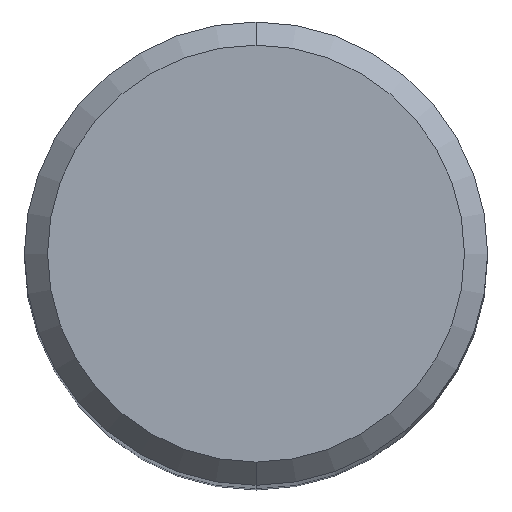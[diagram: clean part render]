
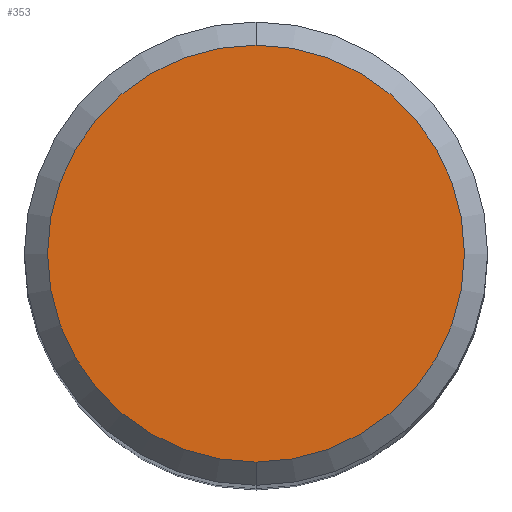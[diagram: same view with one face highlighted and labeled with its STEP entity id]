
A CAD part, top view. The second image highlights one B-rep face of the part: STEP entity #353.
In plain terms, the highlighted planar face has unit normal (0, 0, 1).
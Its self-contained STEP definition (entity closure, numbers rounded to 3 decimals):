
#189=EDGE_CURVE('',#361,#285,#485,.T.);
#285=VERTEX_POINT('',#591);
#331=EDGE_CURVE('',#285,#361,#642,.T.);
#353=ADVANCED_FACE('',(#667),#668,.T.);
#361=VERTEX_POINT('',#676);
#485=CIRCLE('',#807,4.5);
#591=CARTESIAN_POINT('',(0.0,4.5,0.0));
#642=CIRCLE('',#1163,4.5);
#667=FACE_OUTER_BOUND('',#1208,.T.);
#668=PLANE('',#1209);
#676=CARTESIAN_POINT('',(0.,-4.5,0.0));
#807=AXIS2_PLACEMENT_3D('',#1453,#1454,#1455);
#1163=AXIS2_PLACEMENT_3D('',#1645,#1646,#1647);
#1208=EDGE_LOOP('',(#1678,#1679));
#1209=AXIS2_PLACEMENT_3D('',#1680,#1681,#1682);
#1453=CARTESIAN_POINT('',(0.0,0.0,0.0));
#1454=DIRECTION('',(0.0,0.0,-1.0));
#1455=DIRECTION('',(0.0,1.0,0.0));
#1645=CARTESIAN_POINT('',(0.0,0.0,0.0));
#1646=DIRECTION('',(0.0,0.0,-1.0));
#1647=DIRECTION('',(0.0,1.0,0.0));
#1678=ORIENTED_EDGE('',*,*,#331,.F.);
#1679=ORIENTED_EDGE('',*,*,#189,.F.);
#1680=CARTESIAN_POINT('',(0.0,2.25,0.0));
#1681=DIRECTION('',(-0.0,0.0,1.0));
#1682=DIRECTION('',(0.0,-1.0,0.0));
